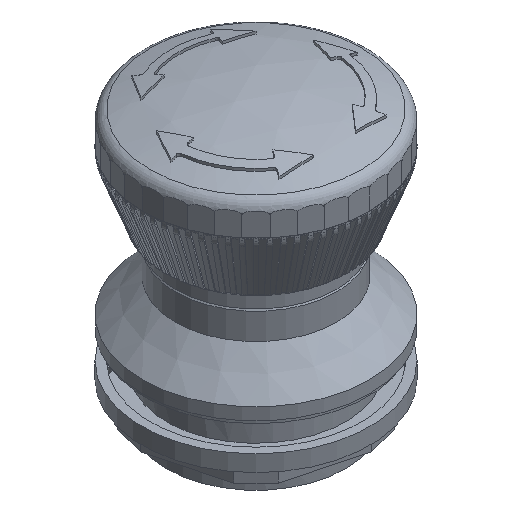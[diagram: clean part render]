
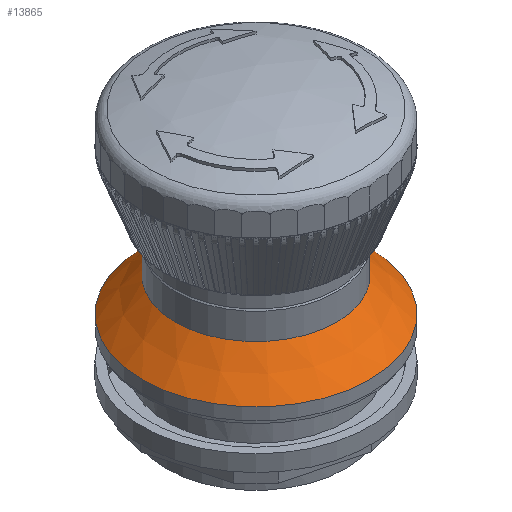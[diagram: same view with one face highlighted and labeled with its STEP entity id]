
A CAD part, isometric view. The second image highlights one B-rep face of the part: STEP entity #13865.
In plain terms, the highlighted conical face has half-angle 45 degrees and reference radius 11.963 mm.
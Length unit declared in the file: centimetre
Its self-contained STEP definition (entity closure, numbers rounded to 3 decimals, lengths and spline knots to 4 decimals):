
#237=CONICAL_SURFACE($,#14804,1.1962,45.);
#630=FACE_BOUND($,#4149,.T.);
#2425=CIRCLE($,#14803,0.9925);
#2426=CIRCLE($,#14805,1.4);
#3275=FACE_OUTER_BOUND($,#4148,.T.);
#4148=EDGE_LOOP($,(#9950));
#4149=EDGE_LOOP($,(#9951));
#5724=VERTEX_POINT($,#22019);
#5725=VERTEX_POINT($,#22022);
#7299=EDGE_CURVE($,#5724,#5724,#2425,.T.);
#7300=EDGE_CURVE($,#5725,#5725,#2426,.T.);
#9950=ORIENTED_EDGE($,*,*,#7300,.F.);
#9951=ORIENTED_EDGE($,*,*,#7299,.T.);
#13865=ADVANCED_FACE($,(#3275,#630),#237,.T.);
#14803=AXIS2_PLACEMENT_3D($,#22020,#16833,#16834);
#14804=AXIS2_PLACEMENT_3D($,#22021,#16835,#16836);
#14805=AXIS2_PLACEMENT_3D($,#22023,#16837,#16838);
#16833=DIRECTION('center_axis',(0.,0.,
-1.));
#16834=DIRECTION('ref_axis',(0.,-1.,0.));
#16835=DIRECTION('center_axis',(0.,0.,
-1.));
#16836=DIRECTION('ref_axis',(0.,-1.,0.));
#16837=DIRECTION('center_axis',(0.,0.,
-1.));
#16838=DIRECTION('ref_axis',(0.,-1.,0.));
#22019=CARTESIAN_POINT('',(0.,-0.9925,0.5575));
#22020=CARTESIAN_POINT('Origin',(0.,0.,
0.5575));
#22021=CARTESIAN_POINT('Origin',(0.,0.,
0.3537));
#22022=CARTESIAN_POINT('',(0.,-1.4,0.15));
#22023=CARTESIAN_POINT('Origin',(0.,0.,
0.15));
